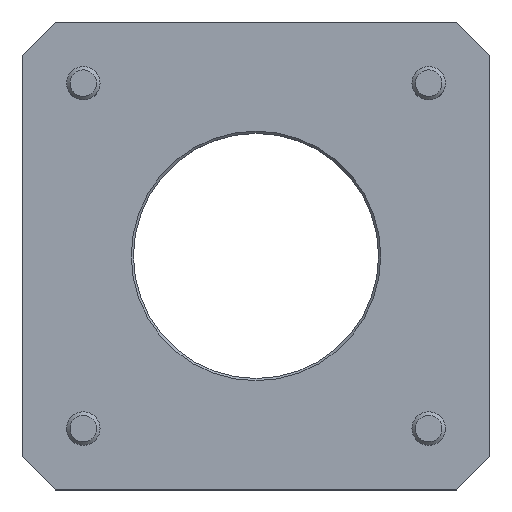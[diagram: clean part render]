
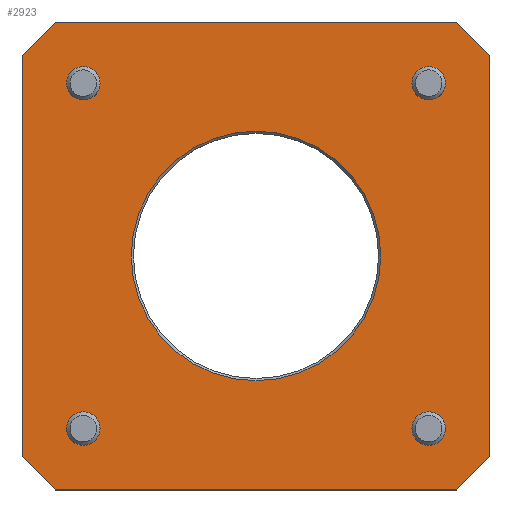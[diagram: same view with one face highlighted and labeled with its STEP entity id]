
A CAD part, top view. The second image highlights one B-rep face of the part: STEP entity #2923.
In plain terms, the highlighted planar face has unit normal (0, 0, 1).
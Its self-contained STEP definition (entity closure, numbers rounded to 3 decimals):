
#143=FACE_BOUND('',#530,.T.);
#144=FACE_BOUND('',#531,.T.);
#145=FACE_BOUND('',#532,.T.);
#146=FACE_BOUND('',#533,.T.);
#147=FACE_BOUND('',#534,.T.);
#222=PLANE('',#3196);
#358=FACE_OUTER_BOUND('',#529,.T.);
#529=EDGE_LOOP('',(#2398,#2399,#2400,#2401,#2402,#2403,#2404,#2405));
#530=EDGE_LOOP('',(#2406,#2407));
#531=EDGE_LOOP('',(#2408,#2409));
#532=EDGE_LOOP('',(#2410));
#533=EDGE_LOOP('',(#2411,#2412));
#534=EDGE_LOOP('',(#2413));
#739=LINE('',#4918,#946);
#740=LINE('',#4920,#947);
#741=LINE('',#4922,#948);
#742=LINE('',#4924,#949);
#743=LINE('',#4926,#950);
#744=LINE('',#4928,#951);
#745=LINE('',#4930,#952);
#746=LINE('',#4931,#953);
#946=VECTOR('',#3837,10.);
#947=VECTOR('',#3838,10.);
#948=VECTOR('',#3839,10.);
#949=VECTOR('',#3840,10.);
#950=VECTOR('',#3841,10.);
#951=VECTOR('',#3842,10.);
#952=VECTOR('',#3843,10.);
#953=VECTOR('',#3844,10.);
#1006=CIRCLE('',#3009,1.5);
#1007=CIRCLE('',#3010,1.5);
#1035=CIRCLE('',#3064,1.5);
#1036=CIRCLE('',#3065,1.5);
#1052=CIRCLE('',#3106,1.5);
#1071=CIRCLE('',#3142,1.5);
#1072=CIRCLE('',#3143,1.5);
#1091=CIRCLE('',#3190,11.2);
#1142=VERTEX_POINT('',#4134);
#1143=VERTEX_POINT('',#4136);
#1211=VERTEX_POINT('',#4377);
#1212=VERTEX_POINT('',#4379);
#1257=VERTEX_POINT('',#4574);
#1288=VERTEX_POINT('',#4680);
#1289=VERTEX_POINT('',#4682);
#1344=VERTEX_POINT('',#4902);
#1349=VERTEX_POINT('',#4916);
#1350=VERTEX_POINT('',#4917);
#1351=VERTEX_POINT('',#4919);
#1352=VERTEX_POINT('',#4921);
#1353=VERTEX_POINT('',#4923);
#1354=VERTEX_POINT('',#4925);
#1355=VERTEX_POINT('',#4927);
#1356=VERTEX_POINT('',#4929);
#1439=EDGE_CURVE('',#1143,#1142,#1006,.T.);
#1440=EDGE_CURVE('',#1142,#1143,#1007,.T.);
#1527=EDGE_CURVE('',#1212,#1211,#1035,.T.);
#1528=EDGE_CURVE('',#1211,#1212,#1036,.T.);
#1592=EDGE_CURVE('',#1257,#1257,#1052,.T.);
#1636=EDGE_CURVE('',#1289,#1288,#1071,.T.);
#1637=EDGE_CURVE('',#1288,#1289,#1072,.T.);
#1713=EDGE_CURVE('',#1344,#1344,#1091,.T.);
#1720=EDGE_CURVE('',#1349,#1350,#739,.T.);
#1721=EDGE_CURVE('',#1350,#1351,#740,.T.);
#1722=EDGE_CURVE('',#1351,#1352,#741,.T.);
#1723=EDGE_CURVE('',#1352,#1353,#742,.T.);
#1724=EDGE_CURVE('',#1353,#1354,#743,.T.);
#1725=EDGE_CURVE('',#1354,#1355,#744,.T.);
#1726=EDGE_CURVE('',#1355,#1356,#745,.T.);
#1727=EDGE_CURVE('',#1356,#1349,#746,.T.);
#2398=ORIENTED_EDGE('',*,*,#1720,.T.);
#2399=ORIENTED_EDGE('',*,*,#1721,.T.);
#2400=ORIENTED_EDGE('',*,*,#1722,.T.);
#2401=ORIENTED_EDGE('',*,*,#1723,.T.);
#2402=ORIENTED_EDGE('',*,*,#1724,.T.);
#2403=ORIENTED_EDGE('',*,*,#1725,.T.);
#2404=ORIENTED_EDGE('',*,*,#1726,.T.);
#2405=ORIENTED_EDGE('',*,*,#1727,.T.);
#2406=ORIENTED_EDGE('',*,*,#1636,.T.);
#2407=ORIENTED_EDGE('',*,*,#1637,.T.);
#2408=ORIENTED_EDGE('',*,*,#1527,.T.);
#2409=ORIENTED_EDGE('',*,*,#1528,.T.);
#2410=ORIENTED_EDGE('',*,*,#1592,.T.);
#2411=ORIENTED_EDGE('',*,*,#1439,.T.);
#2412=ORIENTED_EDGE('',*,*,#1440,.T.);
#2413=ORIENTED_EDGE('',*,*,#1713,.F.);
#2923=ADVANCED_FACE('',(#358,#143,#144,#145,#146,#147),#222,.T.);
#3009=AXIS2_PLACEMENT_3D('',#4137,#3323,#3324);
#3010=AXIS2_PLACEMENT_3D('',#4138,#3325,#3326);
#3064=AXIS2_PLACEMENT_3D('',#4380,#3477,#3478);
#3065=AXIS2_PLACEMENT_3D('',#4381,#3479,#3480);
#3106=AXIS2_PLACEMENT_3D('',#4576,#3593,#3594);
#3142=AXIS2_PLACEMENT_3D('',#4683,#3683,#3684);
#3143=AXIS2_PLACEMENT_3D('',#4684,#3685,#3686);
#3190=AXIS2_PLACEMENT_3D('',#4903,#3821,#3822);
#3196=AXIS2_PLACEMENT_3D('',#4915,#3835,#3836);
#3323=DIRECTION('center_axis',(0.,0.,-1.));
#3324=DIRECTION('ref_axis',(-1.,0.,0.));
#3325=DIRECTION('center_axis',(0.,0.,-1.));
#3326=DIRECTION('ref_axis',(-1.,0.,0.));
#3477=DIRECTION('center_axis',(0.,0.,-1.));
#3478=DIRECTION('ref_axis',(-1.,0.,0.));
#3479=DIRECTION('center_axis',(0.,0.,-1.));
#3480=DIRECTION('ref_axis',(-1.,0.,0.));
#3593=DIRECTION('center_axis',(0.,0.,-1.));
#3594=DIRECTION('ref_axis',(-1.,0.,0.));
#3683=DIRECTION('center_axis',(0.,0.,-1.));
#3684=DIRECTION('ref_axis',(-1.,0.,0.));
#3685=DIRECTION('center_axis',(0.,0.,-1.));
#3686=DIRECTION('ref_axis',(-1.,0.,0.));
#3821=DIRECTION('center_axis',(0.,0.,1.));
#3822=DIRECTION('ref_axis',(0.,1.,0.));
#3835=DIRECTION('center_axis',(0.,0.,1.));
#3836=DIRECTION('ref_axis',(1.,0.,0.));
#3837=DIRECTION('',(0.,-1.,0.));
#3838=DIRECTION('',(0.707,-0.707,0.));
#3839=DIRECTION('',(1.,0.,0.));
#3840=DIRECTION('',(0.707,0.707,0.));
#3841=DIRECTION('',(0.,1.,0.));
#3842=DIRECTION('',(-0.707,0.707,0.));
#3843=DIRECTION('',(-1.,0.,0.));
#3844=DIRECTION('',(-0.707,-0.707,0.));
#4134=CARTESIAN_POINT('',(17.,-15.5,40.));
#4136=CARTESIAN_POINT('',(14.,-15.5,40.));
#4137=CARTESIAN_POINT('Origin',(15.5,-15.5,40.));
#4138=CARTESIAN_POINT('Origin',(15.5,-15.5,40.));
#4377=CARTESIAN_POINT('',(15.5,17.,40.));
#4379=CARTESIAN_POINT('',(14.,15.5,40.));
#4380=CARTESIAN_POINT('Origin',(15.5,15.5,40.));
#4381=CARTESIAN_POINT('Origin',(15.5,15.5,40.));
#4574=CARTESIAN_POINT('',(-17.,15.5,40.));
#4576=CARTESIAN_POINT('Origin',(-15.5,15.5,40.));
#4680=CARTESIAN_POINT('',(-15.5,-17.,40.));
#4682=CARTESIAN_POINT('',(-17.,-15.5,40.));
#4683=CARTESIAN_POINT('Origin',(-15.5,-15.5,40.));
#4684=CARTESIAN_POINT('Origin',(-15.5,-15.5,40.));
#4902=CARTESIAN_POINT('',(0.,-11.2,40.));
#4903=CARTESIAN_POINT('Origin',(0.,0.,40.));
#4915=CARTESIAN_POINT('Origin',(0.,0.,40.));
#4916=CARTESIAN_POINT('',(-21.,18.,40.));
#4917=CARTESIAN_POINT('',(-21.,-18.,40.));
#4918=CARTESIAN_POINT('',(-21.,18.,40.));
#4919=CARTESIAN_POINT('',(-18.,-21.,40.));
#4920=CARTESIAN_POINT('',(-21.,-18.,40.));
#4921=CARTESIAN_POINT('',(18.,-21.,40.));
#4922=CARTESIAN_POINT('',(-18.,-21.,40.));
#4923=CARTESIAN_POINT('',(21.,-18.,40.));
#4924=CARTESIAN_POINT('',(18.,-21.,40.));
#4925=CARTESIAN_POINT('',(21.,18.,40.));
#4926=CARTESIAN_POINT('',(21.,-18.,40.));
#4927=CARTESIAN_POINT('',(18.,21.,40.));
#4928=CARTESIAN_POINT('',(21.,18.,40.));
#4929=CARTESIAN_POINT('',(-18.,21.,40.));
#4930=CARTESIAN_POINT('',(18.,21.,40.));
#4931=CARTESIAN_POINT('',(-18.,21.,40.));
